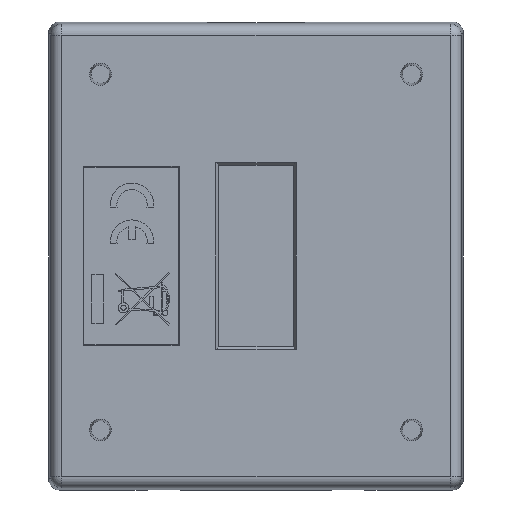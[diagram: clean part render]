
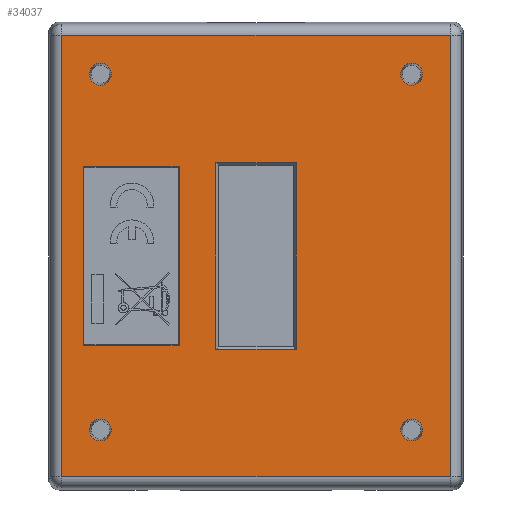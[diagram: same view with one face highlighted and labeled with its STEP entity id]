
A CAD part, front view. The second image highlights one B-rep face of the part: STEP entity #34037.
In plain terms, the highlighted face is planar.
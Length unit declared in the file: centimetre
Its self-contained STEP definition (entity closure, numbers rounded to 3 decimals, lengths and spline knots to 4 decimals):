
#12707=CIRCLE('',#35271,0.1249);
#12708=CIRCLE('',#35272,0.1249);
#12709=CIRCLE('',#35273,0.1249);
#12710=CIRCLE('',#35274,0.1249);
#13342=VERTEX_POINT('',#42803);
#13343=VERTEX_POINT('',#42805);
#13345=VERTEX_POINT('',#42811);
#13347=VERTEX_POINT('',#42817);
#13498=VERTEX_POINT('',#43281);
#13499=VERTEX_POINT('',#43283);
#13501=VERTEX_POINT('',#43289);
#13503=VERTEX_POINT('',#43295);
#13624=VERTEX_POINT('',#44367);
#13625=VERTEX_POINT('',#44369);
#13626=VERTEX_POINT('',#44371);
#13627=VERTEX_POINT('',#44373);
#13628=VERTEX_POINT('',#44375);
#13629=VERTEX_POINT('',#44376);
#13630=VERTEX_POINT('',#44378);
#13631=VERTEX_POINT('',#44380);
#15542=VECTOR('',#37079,1.);
#15545=VECTOR('',#37083,1.);
#15548=VECTOR('',#37087,1.);
#15551=VECTOR('',#37091,1.);
#15734=VECTOR('',#37349,1.);
#15737=VECTOR('',#37353,1.);
#15740=VECTOR('',#37357,1.);
#15743=VECTOR('',#37361,1.);
#15904=VECTOR('',#37594,1.);
#15905=VECTOR('',#37595,1.);
#15906=VECTOR('',#37596,1.);
#15907=VECTOR('',#37597,1.);
#18300=LINE('',#42804,#15542);
#18303=LINE('',#42810,#15545);
#18306=LINE('',#42816,#15548);
#18309=LINE('',#42821,#15551);
#18492=LINE('',#43282,#15734);
#18495=LINE('',#43288,#15737);
#18498=LINE('',#43294,#15740);
#18501=LINE('',#43299,#15743);
#18662=LINE('',#44374,#15904);
#18663=LINE('',#44377,#15905);
#18664=LINE('',#44379,#15906);
#18665=LINE('',#44381,#15907);
#21058=EDGE_CURVE('',#13343,#13342,#18300,.T.);
#21061=EDGE_CURVE('',#13345,#13343,#18303,.T.);
#21064=EDGE_CURVE('',#13347,#13345,#18306,.T.);
#21067=EDGE_CURVE('',#13342,#13347,#18309,.T.);
#21272=EDGE_CURVE('',#13499,#13498,#18492,.F.);
#21275=EDGE_CURVE('',#13501,#13499,#18495,.F.);
#21278=EDGE_CURVE('',#13503,#13501,#18498,.F.);
#21281=EDGE_CURVE('',#13498,#13503,#18501,.F.);
#21462=EDGE_CURVE('',#13624,#13624,#12707,.F.);
#21463=EDGE_CURVE('',#13625,#13625,#12708,.F.);
#21464=EDGE_CURVE('',#13626,#13626,#12709,.F.);
#21465=EDGE_CURVE('',#13627,#13627,#12710,.F.);
#21466=EDGE_CURVE('',#13628,#13629,#18662,.T.);
#21467=EDGE_CURVE('',#13630,#13628,#18663,.T.);
#21468=EDGE_CURVE('',#13631,#13630,#18664,.T.);
#21469=EDGE_CURVE('',#13629,#13631,#18665,.T.);
#25170=ORIENTED_EDGE('',*,*,#21058,.T.);
#25171=ORIENTED_EDGE('',*,*,#21067,.T.);
#25172=ORIENTED_EDGE('',*,*,#21064,.T.);
#25173=ORIENTED_EDGE('',*,*,#21061,.T.);
#25174=ORIENTED_EDGE('',*,*,#21462,.T.);
#25175=ORIENTED_EDGE('',*,*,#21463,.T.);
#25176=ORIENTED_EDGE('',*,*,#21464,.T.);
#25177=ORIENTED_EDGE('',*,*,#21465,.T.);
#25178=ORIENTED_EDGE('',*,*,#21466,.F.);
#25179=ORIENTED_EDGE('',*,*,#21467,.F.);
#25180=ORIENTED_EDGE('',*,*,#21468,.F.);
#25181=ORIENTED_EDGE('',*,*,#21469,.F.);
#25182=ORIENTED_EDGE('',*,*,#21272,.T.);
#25183=ORIENTED_EDGE('',*,*,#21281,.T.);
#25184=ORIENTED_EDGE('',*,*,#21278,.T.);
#25185=ORIENTED_EDGE('',*,*,#21275,.T.);
#31285=EDGE_LOOP('',(#25170,#25171,#25172,#25173));
#31286=EDGE_LOOP('',(#25174));
#31287=EDGE_LOOP('',(#25175));
#31288=EDGE_LOOP('',(#25176));
#31289=EDGE_LOOP('',(#25177));
#31290=EDGE_LOOP('',(#25178,#25179,#25180,#25181));
#31291=EDGE_LOOP('',(#25182,#25183,#25184,#25185));
#32669=FACE_BOUND('',#31285,.T.);
#32670=FACE_BOUND('',#31286,.T.);
#32671=FACE_BOUND('',#31287,.T.);
#32672=FACE_BOUND('',#31288,.T.);
#32673=FACE_BOUND('',#31289,.T.);
#32674=FACE_BOUND('',#31290,.T.);
#32675=FACE_BOUND('',#31291,.T.);
#34037=ADVANCED_FACE('',(#32669,#32670,#32671,#32672,#32673,#32674,#32675),
#52242,.F.);
#35270=AXIS2_PLACEMENT_3D('',#44365,#37585,$);
#35271=AXIS2_PLACEMENT_3D('',#44366,#37586,#37587);
#35272=AXIS2_PLACEMENT_3D('',#44368,#37588,#37589);
#35273=AXIS2_PLACEMENT_3D('',#44370,#37590,#37591);
#35274=AXIS2_PLACEMENT_3D('',#44372,#37592,#37593);
#37079=DIRECTION('',(1.,0.,0.));
#37083=DIRECTION('',(0.,-1.,0.));
#37087=DIRECTION('',(-1.,0.,0.));
#37091=DIRECTION('',(0.,1.,0.));
#37349=DIRECTION('',(-1.,0.,0.));
#37353=DIRECTION('',(0.,1.,0.));
#37357=DIRECTION('',(1.,0.,0.));
#37361=DIRECTION('',(0.,-1.,0.));
#37585=DIRECTION('',(0.,0.,1.));
#37586=DIRECTION('',(0.,0.,-1.));
#37587=DIRECTION('',(-0.125,0.,0.));
#37588=DIRECTION('',(0.,0.,-1.));
#37589=DIRECTION('',(-0.125,0.,0.));
#37590=DIRECTION('',(0.,0.,-1.));
#37591=DIRECTION('',(-0.125,0.,0.));
#37592=DIRECTION('',(0.,0.,-1.));
#37593=DIRECTION('',(-0.125,0.,0.));
#37594=DIRECTION('',(-1.,0.,0.));
#37595=DIRECTION('',(0.,1.,0.));
#37596=DIRECTION('',(1.,0.,0.));
#37597=DIRECTION('',(0.,-1.,0.));
#42803=CARTESIAN_POINT('',(1.0668,-0.4572,-0.0032));
#42804=CARTESIAN_POINT('',(0.5334,-0.4572,-0.0032));
#42805=CARTESIAN_POINT('',(-1.0668,-0.4572,-0.0032));
#42810=CARTESIAN_POINT('',(-1.0668,-0.2286,-0.0032));
#42811=CARTESIAN_POINT('',(-1.0668,0.4572,-0.0032));
#42816=CARTESIAN_POINT('',(-0.5334,0.4572,-0.0032));
#42817=CARTESIAN_POINT('',(1.0668,0.4572,-0.0032));
#42821=CARTESIAN_POINT('',(1.0668,0.2286,-0.0032));
#43281=CARTESIAN_POINT('',(1.0231,-1.9728,-0.0032));
#43282=CARTESIAN_POINT('',(0.,-1.9728,-0.0032));
#43283=CARTESIAN_POINT('',(-1.0231,-1.9728,-0.0032));
#43288=CARTESIAN_POINT('',(-1.0231,-0.3565,-0.0032));
#43289=CARTESIAN_POINT('',(-1.0231,-0.879,-0.0032));
#43294=CARTESIAN_POINT('',(0.,-0.879,-0.0032));
#43295=CARTESIAN_POINT('',(1.0231,-0.879,-0.0032));
#43299=CARTESIAN_POINT('',(1.0231,-0.3565,-0.0032));
#44365=CARTESIAN_POINT('',(0.,0.,-0.0032));
#44366=CARTESIAN_POINT('',(2.0765,1.778,-0.0032));
#44367=CARTESIAN_POINT('',(2.2014,1.778,-0.0032));
#44368=CARTESIAN_POINT('',(2.0765,-1.778,-0.0032));
#44369=CARTESIAN_POINT('',(2.2014,-1.778,-0.0032));
#44370=CARTESIAN_POINT('',(-1.9876,-1.778,-0.0032));
#44371=CARTESIAN_POINT('',(-1.8626,-1.778,-0.0032));
#44372=CARTESIAN_POINT('',(-1.9876,1.778,-0.0032));
#44373=CARTESIAN_POINT('',(-1.8626,1.778,-0.0032));
#44374=CARTESIAN_POINT('',(0.,2.2197,-0.0032));
#44375=CARTESIAN_POINT('',(2.5245,2.2197,-0.0032));
#44376=CARTESIAN_POINT('',(-2.5245,2.2197,-0.0032));
#44377=CARTESIAN_POINT('',(2.5245,0.,-0.0032));
#44378=CARTESIAN_POINT('',(2.5245,-2.2197,-0.0032));
#44379=CARTESIAN_POINT('',(0.,-2.2197,-0.0032));
#44380=CARTESIAN_POINT('',(-2.5245,-2.2197,-0.0032));
#44381=CARTESIAN_POINT('',(-2.5245,0.,-0.0032));
#52242=PLANE('',#35270);
